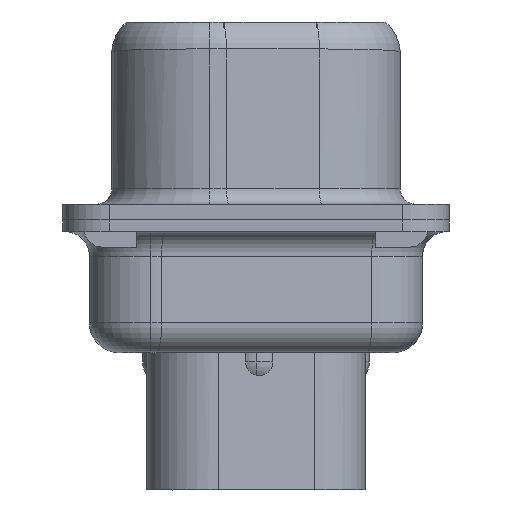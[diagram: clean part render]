
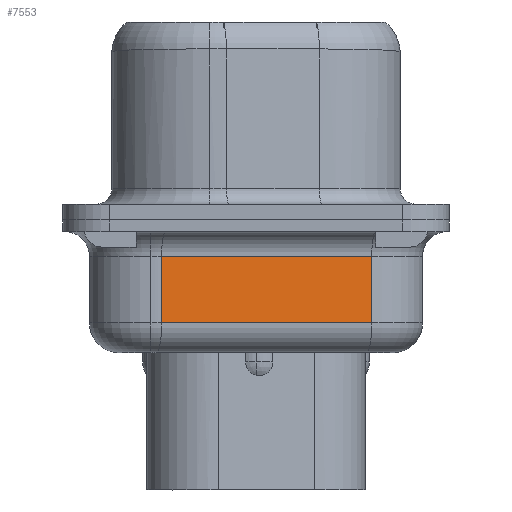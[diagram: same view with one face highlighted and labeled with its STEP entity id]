
A CAD part, left-side view. The second image highlights one B-rep face of the part: STEP entity #7553.
In plain terms, the highlighted planar face has unit normal (-0.985, -0.174, 0).
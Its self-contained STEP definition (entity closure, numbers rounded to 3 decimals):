
#7553=ADVANCED_FACE('NONE',(#16034),#16035,.F.);
#16034=FACE_OUTER_BOUND('',#38795,.T.);
#16035=PLANE('',#38796);
#38795=EDGE_LOOP('',(#65422,#65423,#65424,#65425));
#38796=AXIS2_PLACEMENT_3D('',#65426,#65427,#65428);
#65422=ORIENTED_EDGE('',*,*,#81290,.F.);
#65423=ORIENTED_EDGE('',*,*,#80447,.T.);
#65424=ORIENTED_EDGE('',*,*,#83474,.T.);
#65425=ORIENTED_EDGE('',*,*,#83013,.T.);
#65426=CARTESIAN_POINT('',(-20.596,3.068,-0.46));
#65427=DIRECTION('',(0.985,0.174,0.0));
#65428=DIRECTION('',(0.0,0.0,-1.0));
#80447=EDGE_CURVE('NONE',#96189,#96194,#96196,.T.);
#81290=EDGE_CURVE('NONE',#96189,#96102,#97385,.T.);
#83013=EDGE_CURVE('NONE',#96447,#96102,#99700,.T.);
#83474=EDGE_CURVE('NONE',#96194,#96447,#100263,.T.);
#96102=VERTEX_POINT('NONE',#133686);
#96189=VERTEX_POINT('NONE',#133955);
#96194=VERTEX_POINT('NONE',#133961);
#96196=LINE('',#133963,#133964);
#96447=VERTEX_POINT('NONE',#134771);
#97385=LINE('',#137847,#137848);
#99700=LINE('',#146155,#146156);
#100263=LINE('',#147889,#147890);
#133686=CARTESIAN_POINT('',(-20.596,3.068,2.67));
#133955=CARTESIAN_POINT('',(-20.596,3.068,0.51));
#133961=CARTESIAN_POINT('',(-19.392,-3.762,0.51));
#133963=CARTESIAN_POINT('',(-19.392,-3.762,0.51));
#133964=VECTOR('',#159555,1000.0);
#134771=CARTESIAN_POINT('',(-19.392,-3.762,2.67));
#137847=CARTESIAN_POINT('',(-20.596,3.068,-0.46));
#137848=VECTOR('',#160137,1000.0);
#146155=CARTESIAN_POINT('',(-20.596,3.068,2.67));
#146156=VECTOR('',#161389,1000.0);
#147889=CARTESIAN_POINT('',(-19.392,-3.762,-0.46));
#147890=VECTOR('',#161687,1000.0);
#159555=DIRECTION('',(0.174,-0.985,0.0));
#160137=DIRECTION('',(0.0,0.0,1.0));
#161389=DIRECTION('',(-0.174,0.985,0.0));
#161687=DIRECTION('',(0.0,0.0,1.0));
